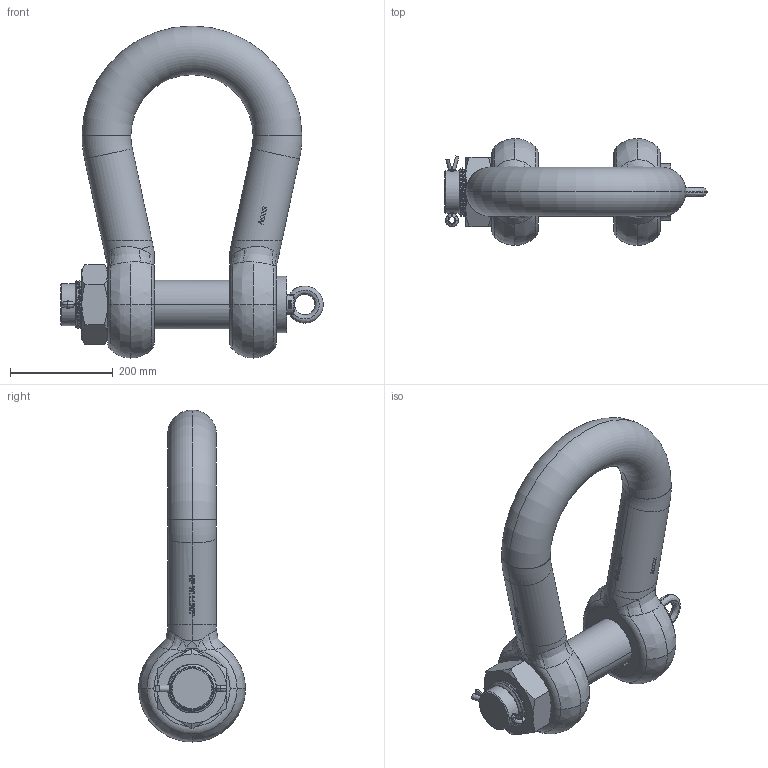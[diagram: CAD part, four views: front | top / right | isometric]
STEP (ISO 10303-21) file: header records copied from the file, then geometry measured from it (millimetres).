
FILE_DESCRIPTION(('.'),'2;1');
FILE_NAME('HDPOHM0120.step','.',('.'),('.'),'.','STEP AP214','.');
FILE_SCHEMA(('AUTOMOTIVE_DESIGN { 1 0 10303 214 1 1 1 1 }'));
Length unit declared in the file: millimetre
Products named in the file (6): HDPOHM0120; HDPOHM0120_1; HDPOHM0120_2; DIN 580 M20 x 30; HDPOHM0120_3; HDPOHM0120_4
Assembly tree (5 placements, depth 2):
  HDPOHM0120
    HDPOHM0120_1
    HDPOHM0120_2
    DIN 580 M20 x 30
    HDPOHM0120_3
    HDPOHM0120_4
Bounding box: 511 x 208 x 646.5 mm (x, y, z)
Volume: 14602633 mm3; surface area: 774869.3 mm2
Topology: 5 solids, 5 shells, 1219 faces, 4638 edges, 3454 vertices
Faces by surface type: bspline 422, plane 418, cylinder 317, torus 36, cone 26
Entity records: 85635 total; most frequent: CARTESIAN_POINT 49008, ORIENTED_EDGE 9268, EDGE_CURVE 4634, VERTEX_POINT 3454, B_SPLINE_CURVE_WITH_KNOTS 3273, DIRECTION 2540, EDGE_LOOP 1258, ADVANCED_FACE 1219
